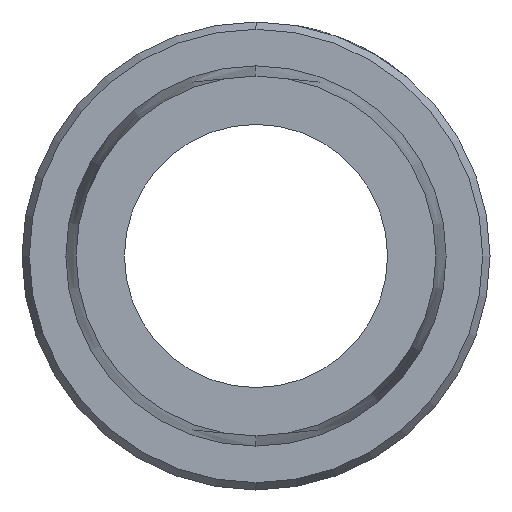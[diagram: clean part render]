
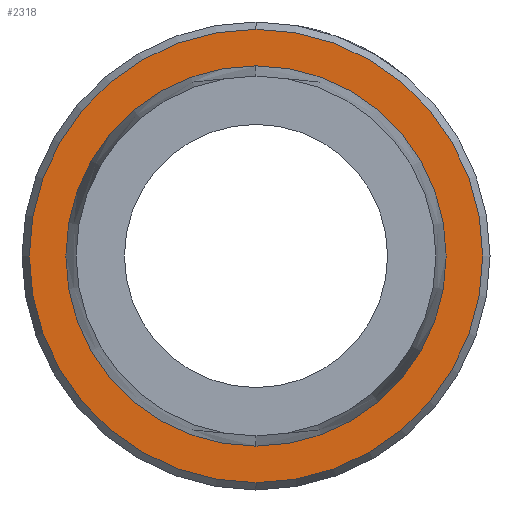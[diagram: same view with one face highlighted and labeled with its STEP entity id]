
A CAD part, left-side view. The second image highlights one B-rep face of the part: STEP entity #2318.
In plain terms, the highlighted planar face has unit normal (-1, 0, 0).
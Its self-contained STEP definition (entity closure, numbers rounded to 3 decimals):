
#245 = FACE_OUTER_BOUND ( 'NONE', #321, .T. ) ;
#289 = FACE_BOUND ( 'NONE', #2617, .T. ) ;
#297 = DIRECTION ( 'NONE',  ( -1., 0., 0. ) ) ;
#321 = EDGE_LOOP ( 'NONE', ( #2349, #4211 ) ) ;
#412 = DIRECTION ( 'NONE',  ( 0., 0., 1. ) ) ;
#463 = AXIS2_PLACEMENT_3D ( 'NONE', #4366, #3594, #412 ) ;
#648 = PLANE ( 'NONE',  #4481 ) ;
#675 = AXIS2_PLACEMENT_3D ( 'NONE', #2516, #2798, #3189 ) ;
#677 = AXIS2_PLACEMENT_3D ( 'NONE', #3265, #1790, #3914 ) ;
#917 = DIRECTION ( 'NONE',  ( 0., 0., -1. ) ) ;
#1202 = EDGE_CURVE ( 'NONE', #3616, #2286, #3574, .T. ) ;
#1272 = AXIS2_PLACEMENT_3D ( 'NONE', #3458, #297, #4573 ) ;
#1308 = CARTESIAN_POINT ( 'NONE',  ( 10., 0., -7.75 ) ) ;
#1380 = EDGE_CURVE ( 'NONE', #1884, #4386, #3801, .T. ) ;
#1651 = CARTESIAN_POINT ( 'NONE',  ( 10., 0., 0. ) ) ;
#1724 = CARTESIAN_POINT ( 'NONE',  ( 10., 0., 7.75 ) ) ;
#1790 = DIRECTION ( 'NONE',  ( -1., 0., 0. ) ) ;
#1849 = CARTESIAN_POINT ( 'NONE',  ( 10., 0., 6.5 ) ) ;
#1884 = VERTEX_POINT ( 'NONE', #1849 ) ;
#2091 = CIRCLE ( 'NONE', #675, 7.75 ) ;
#2168 = EDGE_CURVE ( 'NONE', #2286, #3616, #2091, .T. ) ;
#2286 = VERTEX_POINT ( 'NONE', #1308 ) ;
#2318 = ADVANCED_FACE ( 'NONE', ( #245, #289 ), #648, .F. ) ;
#2348 = ORIENTED_EDGE ( 'NONE', *, *, #1380, .F. ) ;
#2349 = ORIENTED_EDGE ( 'NONE', *, *, #2168, .T. ) ;
#2516 = CARTESIAN_POINT ( 'NONE',  ( 10., 0., 0. ) ) ;
#2617 = EDGE_LOOP ( 'NONE', ( #2348, #3047 ) ) ;
#2693 = CARTESIAN_POINT ( 'NONE',  ( 10., 0., -6.5 ) ) ;
#2699 = CIRCLE ( 'NONE', #677, 6.5 ) ;
#2798 = DIRECTION ( 'NONE',  ( -1., 0., 0. ) ) ;
#3047 = ORIENTED_EDGE ( 'NONE', *, *, #3281, .F. ) ;
#3189 = DIRECTION ( 'NONE',  ( 0., 0., -1. ) ) ;
#3265 = CARTESIAN_POINT ( 'NONE',  ( 10., 0., 0. ) ) ;
#3281 = EDGE_CURVE ( 'NONE', #4386, #1884, #2699, .T. ) ;
#3387 = DIRECTION ( 'NONE',  ( 1., 0., 0. ) ) ;
#3458 = CARTESIAN_POINT ( 'NONE',  ( 10., 0., 0. ) ) ;
#3574 = CIRCLE ( 'NONE', #1272, 7.75 ) ;
#3594 = DIRECTION ( 'NONE',  ( -1., 0., 0. ) ) ;
#3616 = VERTEX_POINT ( 'NONE', #1724 ) ;
#3801 = CIRCLE ( 'NONE', #463, 6.5 ) ;
#3914 = DIRECTION ( 'NONE',  ( 0., 0., 1. ) ) ;
#4211 = ORIENTED_EDGE ( 'NONE', *, *, #1202, .T. ) ;
#4366 = CARTESIAN_POINT ( 'NONE',  ( 10., 0., 0. ) ) ;
#4386 = VERTEX_POINT ( 'NONE', #2693 ) ;
#4481 = AXIS2_PLACEMENT_3D ( 'NONE', #1651, #3387, #917 ) ;
#4573 = DIRECTION ( 'NONE',  ( 0., 0., -1. ) ) ;
